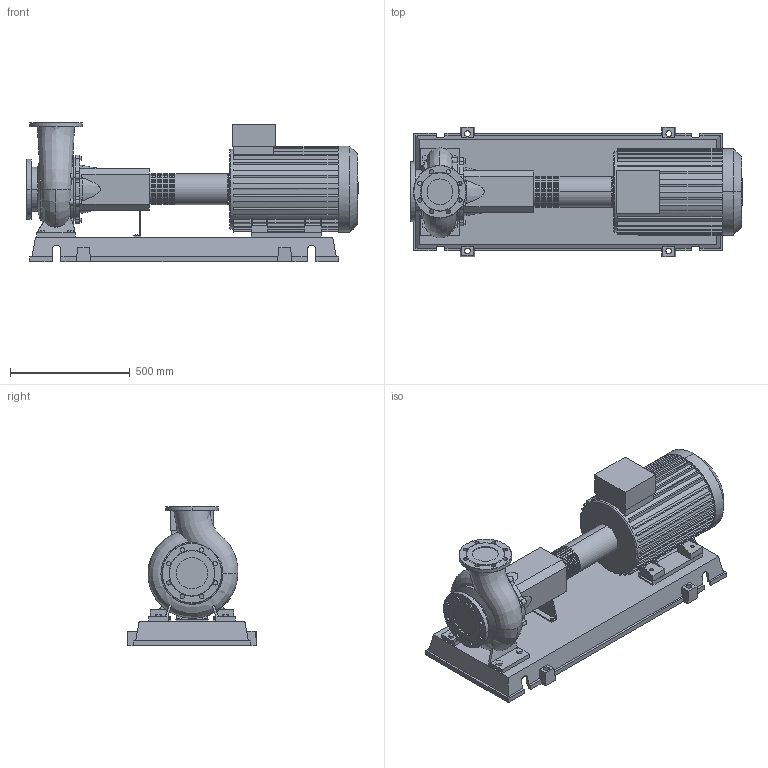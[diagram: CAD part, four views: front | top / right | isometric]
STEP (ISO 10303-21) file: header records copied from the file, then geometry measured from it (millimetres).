
FILE_DESCRIPTION((''),'2;1');
FILE_NAME('3d_NL100_160-22-2-12-4109313.stp','2015-03-03T07:21:39',(''),(''),'Mechanical Desktop 2009','Mechanical Desktop 2009',', , ');
FILE_SCHEMA(('CONFIG_CONTROL_DESIGN'));
Length unit declared in the file: millimetre
Products named in the file (1): Product
Bounding box: 1386 x 540 x 583 mm (x, y, z)
Volume: 95814897.9 mm3; surface area: 4672024.5 mm2
Topology: 13 solids, 13 shells, 894 faces, 2387 edges, 1571 vertices
Faces by surface type: plane 451, cylinder 253, bspline 162, cone 14, torus 14
Entity records: 32579 total; most frequent: CARTESIAN_POINT 10024, ORIENTED_EDGE 4776, DIRECTION 4537, EDGE_CURVE 2388, VERTEX_POINT 1570, AXIS2_PLACEMENT_3D 1525, VECTOR 1487, LINE 1487
